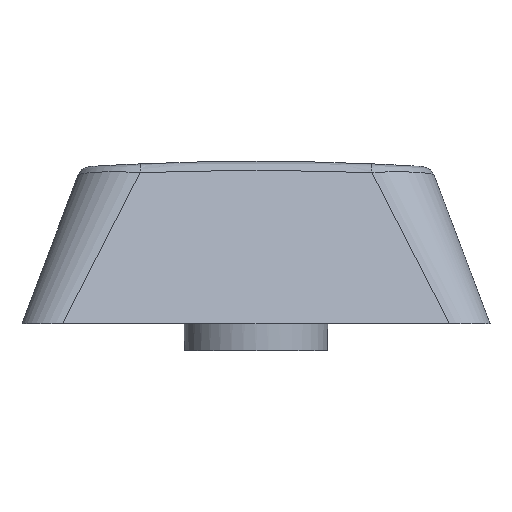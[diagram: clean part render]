
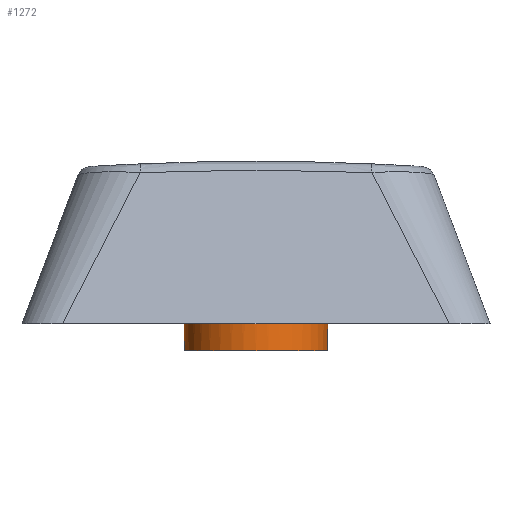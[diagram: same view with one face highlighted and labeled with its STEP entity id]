
A CAD part, front view. The second image highlights one B-rep face of the part: STEP entity #1272.
In plain terms, the highlighted cylindrical face has radius 2.65 mm (diameter 5.3 mm), a full revolution.
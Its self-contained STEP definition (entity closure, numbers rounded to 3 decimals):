
#32 = PLANE('',#33);
#33 = AXIS2_PLACEMENT_3D('',#34,#35,#36);
#34 = CARTESIAN_POINT('',(0.,0.,3.1));
#35 = DIRECTION('',(-0.105,0.,0.995));
#36 = DIRECTION('',(-0.995,0.,-0.105)
  );
#202 = VERTEX_POINT('',#203);
#203 = CARTESIAN_POINT('',(-2.228,1.434,2.866)
  );
#216 = PLANE('',#217);
#217 = AXIS2_PLACEMENT_3D('',#218,#219,#220);
#218 = CARTESIAN_POINT('',(-2.25,-6.66,3.717));
#219 = DIRECTION('',(-0.,0.105,0.995));
#220 = DIRECTION('',(1.,0.,0.));
#227 = EDGE_CURVE('',#202,#228,#230,.T.);
#228 = VERTEX_POINT('',#229);
#229 = CARTESIAN_POINT('',(1.434,-2.228,3.251)
  );
#230 = SURFACE_CURVE('',#231,(#236,#243),.PCURVE_S1.);
#231 = ELLIPSE('',#232,2.665,2.65);
#232 = AXIS2_PLACEMENT_3D('',#233,#234,#235);
#233 = CARTESIAN_POINT('',(0.,0.,3.1));
#234 = DIRECTION('',(-0.105,0.,0.995)
  );
#235 = DIRECTION('',(-0.995,0.,-0.105)
  );
#236 = PCURVE('',#32,#237);
#237 = DEFINITIONAL_REPRESENTATION('',(#238),#242);
#238 = ELLIPSE('',#239,2.665,2.65);
#239 = AXIS2_PLACEMENT_2D('',#240,#241);
#240 = CARTESIAN_POINT('',(0.,0.));
#241 = DIRECTION('',(1.,0.));
#242 = ( GEOMETRIC_REPRESENTATION_CONTEXT(2) 
PARAMETRIC_REPRESENTATION_CONTEXT() REPRESENTATION_CONTEXT('2D SPACE',''
  ) );
#243 = PCURVE('',#244,#249);
#244 = CYLINDRICAL_SURFACE('',#245,2.65);
#245 = AXIS2_PLACEMENT_3D('',#246,#247,#248);
#246 = CARTESIAN_POINT('',(0.,0.,-1.));
#247 = DIRECTION('',(0.,-0.,-1.));
#248 = DIRECTION('',(0.,1.,0.));
#249 = DEFINITIONAL_REPRESENTATION('',(#250),#267);
#250 = B_SPLINE_CURVE_WITH_KNOTS('',8,(#251,#252,#253,#254,#255,#256,
    #257,#258,#259,#260,#261,#262,#263,#264,#265,#266),.UNSPECIFIED.,.F.
  ,.F.,(9,7,9),(4.712,7.854,10.996),
  .UNSPECIFIED.);
#251 = CARTESIAN_POINT('',(0.,-4.1));
#252 = CARTESIAN_POINT('',(-0.393,-3.991));
#253 = CARTESIAN_POINT('',(-0.785,-3.881));
#254 = CARTESIAN_POINT('',(-1.178,-3.798));
#255 = CARTESIAN_POINT('',(-1.571,-3.765));
#256 = CARTESIAN_POINT('',(-1.963,-3.798));
#257 = CARTESIAN_POINT('',(-2.356,-3.881));
#258 = CARTESIAN_POINT('',(-2.749,-3.991));
#259 = CARTESIAN_POINT('',(-3.534,-4.209));
#260 = CARTESIAN_POINT('',(-3.927,-4.319));
#261 = CARTESIAN_POINT('',(-4.32,-4.402));
#262 = CARTESIAN_POINT('',(-4.712,-4.435));
#263 = CARTESIAN_POINT('',(-5.105,-4.402));
#264 = CARTESIAN_POINT('',(-5.498,-4.319));
#265 = CARTESIAN_POINT('',(-5.89,-4.209));
#266 = CARTESIAN_POINT('',(-6.283,-4.1));
#267 = ( GEOMETRIC_REPRESENTATION_CONTEXT(2) 
PARAMETRIC_REPRESENTATION_CONTEXT() REPRESENTATION_CONTEXT('2D SPACE',''
  ) );
#785 = EDGE_CURVE('',#786,#202,#788,.T.);
#786 = VERTEX_POINT('',#787);
#787 = CARTESIAN_POINT('',(0.,2.65,2.738));
#788 = SURFACE_CURVE('',#789,(#794,#801),.PCURVE_S1.);
#789 = ELLIPSE('',#790,2.665,2.65);
#790 = AXIS2_PLACEMENT_3D('',#791,#792,#793);
#791 = CARTESIAN_POINT('',(0.,0.,3.017));
#792 = DIRECTION('',(0.,0.105,0.995));
#793 = DIRECTION('',(0.,0.995,-0.105));
#794 = PCURVE('',#216,#795);
#795 = DEFINITIONAL_REPRESENTATION('',(#796),#800);
#796 = ELLIPSE('',#797,2.665,2.65);
#797 = AXIS2_PLACEMENT_2D('',#798,#799);
#798 = CARTESIAN_POINT('',(2.25,6.697));
#799 = DIRECTION('',(0.,1.));
#800 = ( GEOMETRIC_REPRESENTATION_CONTEXT(2) 
PARAMETRIC_REPRESENTATION_CONTEXT() REPRESENTATION_CONTEXT('2D SPACE',''
  ) );
#801 = PCURVE('',#244,#802);
#802 = DEFINITIONAL_REPRESENTATION('',(#803),#827);
#803 = B_SPLINE_CURVE_WITH_KNOTS('',8,(#804,#805,#806,#807,#808,#809,
    #810,#811,#812,#813,#814,#815,#816,#817,#818,#819,#820,#821,#822,
    #823,#824,#825,#826),.UNSPECIFIED.,.F.,.F.,(9,7,7,9),(0.,
    1.571,3.927,6.283),.UNSPECIFIED.);
#804 = CARTESIAN_POINT('',(0.,-3.738));
#805 = CARTESIAN_POINT('',(-0.196,-3.738));
#806 = CARTESIAN_POINT('',(-0.393,-3.75));
#807 = CARTESIAN_POINT('',(-0.589,-3.775));
#808 = CARTESIAN_POINT('',(-0.785,-3.811));
#809 = CARTESIAN_POINT('',(-0.982,-3.856));
#810 = CARTESIAN_POINT('',(-1.178,-3.907));
#811 = CARTESIAN_POINT('',(-1.374,-3.962));
#812 = CARTESIAN_POINT('',(-1.865,-4.099));
#813 = CARTESIAN_POINT('',(-2.16,-4.181));
#814 = CARTESIAN_POINT('',(-2.454,-4.252));
#815 = CARTESIAN_POINT('',(-2.749,-4.301));
#816 = CARTESIAN_POINT('',(-3.043,-4.321));
#817 = CARTESIAN_POINT('',(-3.338,-4.31));
#818 = CARTESIAN_POINT('',(-3.632,-4.271));
#819 = CARTESIAN_POINT('',(-4.222,-4.155));
#820 = CARTESIAN_POINT('',(-4.516,-4.078));
#821 = CARTESIAN_POINT('',(-4.811,-3.989));
#822 = CARTESIAN_POINT('',(-5.105,-3.899));
#823 = CARTESIAN_POINT('',(-5.4,-3.821));
#824 = CARTESIAN_POINT('',(-5.694,-3.766));
#825 = CARTESIAN_POINT('',(-5.989,-3.738));
#826 = CARTESIAN_POINT('',(-6.283,-3.738));
#827 = ( GEOMETRIC_REPRESENTATION_CONTEXT(2) 
PARAMETRIC_REPRESENTATION_CONTEXT() REPRESENTATION_CONTEXT('2D SPACE',''
  ) );
#829 = EDGE_CURVE('',#228,#786,#830,.T.);
#830 = SURFACE_CURVE('',#831,(#836,#843),.PCURVE_S1.);
#831 = ELLIPSE('',#832,2.665,2.65);
#832 = AXIS2_PLACEMENT_3D('',#833,#834,#835);
#833 = CARTESIAN_POINT('',(0.,0.,3.017));
#834 = DIRECTION('',(0.,0.105,0.995));
#835 = DIRECTION('',(0.,0.995,-0.105));
#836 = PCURVE('',#216,#837);
#837 = DEFINITIONAL_REPRESENTATION('',(#838),#842);
#838 = ELLIPSE('',#839,2.665,2.65);
#839 = AXIS2_PLACEMENT_2D('',#840,#841);
#840 = CARTESIAN_POINT('',(2.25,6.697));
#841 = DIRECTION('',(0.,1.));
#842 = ( GEOMETRIC_REPRESENTATION_CONTEXT(2) 
PARAMETRIC_REPRESENTATION_CONTEXT() REPRESENTATION_CONTEXT('2D SPACE',''
  ) );
#843 = PCURVE('',#244,#844);
#844 = DEFINITIONAL_REPRESENTATION('',(#845),#869);
#845 = B_SPLINE_CURVE_WITH_KNOTS('',8,(#846,#847,#848,#849,#850,#851,
    #852,#853,#854,#855,#856,#857,#858,#859,#860,#861,#862,#863,#864,
    #865,#866,#867,#868),.UNSPECIFIED.,.F.,.F.,(9,7,7,9),(0.,
    1.571,3.927,6.283),.UNSPECIFIED.);
#846 = CARTESIAN_POINT('',(0.,-3.738));
#847 = CARTESIAN_POINT('',(-0.196,-3.738));
#848 = CARTESIAN_POINT('',(-0.393,-3.75));
#849 = CARTESIAN_POINT('',(-0.589,-3.775));
#850 = CARTESIAN_POINT('',(-0.785,-3.811));
#851 = CARTESIAN_POINT('',(-0.982,-3.856));
#852 = CARTESIAN_POINT('',(-1.178,-3.907));
#853 = CARTESIAN_POINT('',(-1.374,-3.962));
#854 = CARTESIAN_POINT('',(-1.865,-4.099));
#855 = CARTESIAN_POINT('',(-2.16,-4.181));
#856 = CARTESIAN_POINT('',(-2.454,-4.252));
#857 = CARTESIAN_POINT('',(-2.749,-4.301));
#858 = CARTESIAN_POINT('',(-3.043,-4.321));
#859 = CARTESIAN_POINT('',(-3.338,-4.31));
#860 = CARTESIAN_POINT('',(-3.632,-4.271));
#861 = CARTESIAN_POINT('',(-4.222,-4.155));
#862 = CARTESIAN_POINT('',(-4.516,-4.078));
#863 = CARTESIAN_POINT('',(-4.811,-3.989));
#864 = CARTESIAN_POINT('',(-5.105,-3.899));
#865 = CARTESIAN_POINT('',(-5.4,-3.821));
#866 = CARTESIAN_POINT('',(-5.694,-3.766));
#867 = CARTESIAN_POINT('',(-5.989,-3.738));
#868 = CARTESIAN_POINT('',(-6.283,-3.738));
#869 = ( GEOMETRIC_REPRESENTATION_CONTEXT(2) 
PARAMETRIC_REPRESENTATION_CONTEXT() REPRESENTATION_CONTEXT('2D SPACE',''
  ) );
#1272 = ADVANCED_FACE('',(#1273),#244,.T.);
#1273 = FACE_BOUND('',#1274,.F.);
#1274 = EDGE_LOOP('',(#1275,#1298,#1325,#1326,#1327,#1328));
#1275 = ORIENTED_EDGE('',*,*,#1276,.F.);
#1276 = EDGE_CURVE('',#1277,#786,#1279,.T.);
#1277 = VERTEX_POINT('',#1278);
#1278 = CARTESIAN_POINT('',(0.,2.65,-1.));
#1279 = SEAM_CURVE('',#1280,(#1284,#1291),.PCURVE_S1.);
#1280 = LINE('',#1281,#1282);
#1281 = CARTESIAN_POINT('',(0.,2.65,-1.));
#1282 = VECTOR('',#1283,1.);
#1283 = DIRECTION('',(0.,0.,1.));
#1284 = PCURVE('',#244,#1285);
#1285 = DEFINITIONAL_REPRESENTATION('',(#1286),#1290);
#1286 = LINE('',#1287,#1288);
#1287 = CARTESIAN_POINT('',(-6.283,0.));
#1288 = VECTOR('',#1289,1.);
#1289 = DIRECTION('',(-0.,-1.));
#1290 = ( GEOMETRIC_REPRESENTATION_CONTEXT(2) 
PARAMETRIC_REPRESENTATION_CONTEXT() REPRESENTATION_CONTEXT('2D SPACE',''
  ) );
#1291 = PCURVE('',#244,#1292);
#1292 = DEFINITIONAL_REPRESENTATION('',(#1293),#1297);
#1293 = LINE('',#1294,#1295);
#1294 = CARTESIAN_POINT('',(-0.,0.));
#1295 = VECTOR('',#1296,1.);
#1296 = DIRECTION('',(-0.,-1.));
#1297 = ( GEOMETRIC_REPRESENTATION_CONTEXT(2) 
PARAMETRIC_REPRESENTATION_CONTEXT() REPRESENTATION_CONTEXT('2D SPACE',''
  ) );
#1298 = ORIENTED_EDGE('',*,*,#1299,.F.);
#1299 = EDGE_CURVE('',#1277,#1277,#1300,.T.);
#1300 = SURFACE_CURVE('',#1301,(#1306,#1313),.PCURVE_S1.);
#1301 = CIRCLE('',#1302,2.65);
#1302 = AXIS2_PLACEMENT_3D('',#1303,#1304,#1305);
#1303 = CARTESIAN_POINT('',(0.,0.,-1.));
#1304 = DIRECTION('',(0.,-0.,1.));
#1305 = DIRECTION('',(0.,1.,0.));
#1306 = PCURVE('',#244,#1307);
#1307 = DEFINITIONAL_REPRESENTATION('',(#1308),#1312);
#1308 = LINE('',#1309,#1310);
#1309 = CARTESIAN_POINT('',(-0.,0.));
#1310 = VECTOR('',#1311,1.);
#1311 = DIRECTION('',(-1.,0.));
#1312 = ( GEOMETRIC_REPRESENTATION_CONTEXT(2) 
PARAMETRIC_REPRESENTATION_CONTEXT() REPRESENTATION_CONTEXT('2D SPACE',''
  ) );
#1313 = PCURVE('',#1314,#1319);
#1314 = PLANE('',#1315);
#1315 = AXIS2_PLACEMENT_3D('',#1316,#1317,#1318);
#1316 = CARTESIAN_POINT('',(0.,0.,-1.)
  );
#1317 = DIRECTION('',(0.,0.,1.));
#1318 = DIRECTION('',(0.,1.,0.));
#1319 = DEFINITIONAL_REPRESENTATION('',(#1320),#1324);
#1320 = CIRCLE('',#1321,2.65);
#1321 = AXIS2_PLACEMENT_2D('',#1322,#1323);
#1322 = CARTESIAN_POINT('',(0.,0.));
#1323 = DIRECTION('',(1.,0.));
#1324 = ( GEOMETRIC_REPRESENTATION_CONTEXT(2) 
PARAMETRIC_REPRESENTATION_CONTEXT() REPRESENTATION_CONTEXT('2D SPACE',''
  ) );
#1325 = ORIENTED_EDGE('',*,*,#1276,.T.);
#1326 = ORIENTED_EDGE('',*,*,#785,.T.);
#1327 = ORIENTED_EDGE('',*,*,#227,.T.);
#1328 = ORIENTED_EDGE('',*,*,#829,.T.);
